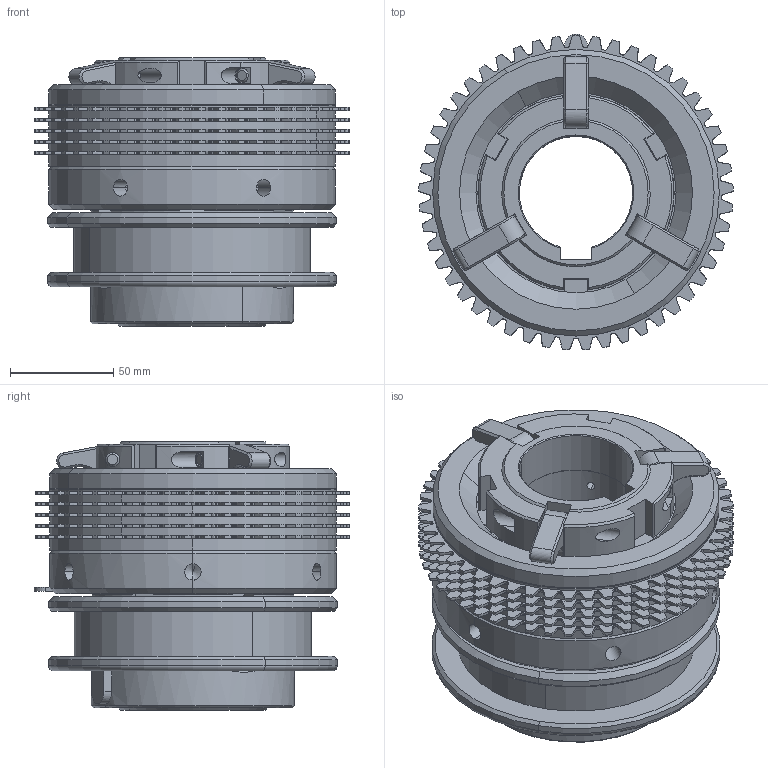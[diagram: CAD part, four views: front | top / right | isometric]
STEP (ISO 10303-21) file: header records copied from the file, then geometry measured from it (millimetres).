
FILE_DESCRIPTION (( 'STEP AP203' ), '1' );
FILE_NAME ('Assem2.STEP', '2017-10-20T01:55:28', ( ' ' ), ( '' ), 'SwSTEP 2.0', 'SolidWorks 2009', '' );
FILE_SCHEMA (( 'CONFIG_CONTROL_DESIGN' ));
Length unit declared in the file: millimetre
Products named in the file (1): Assem2
Bounding box: 152.39 x 153.13 x 130 mm (x, y, z)
Volume: 1177595.7 mm3; surface area: 237134.8 mm2
Topology: 1 solids, 11 shells, 3439 faces, 9980 edges, 6556 vertices
Faces by surface type: cylinder 1681, plane 1065, bspline 490, cone 195, torus 8
Entity records: 163643 total; most frequent: CARTESIAN_POINT 72972, ORIENTED_EDGE 19936, DIRECTION 18421, EDGE_CURVE 9968, AXIS2_PLACEMENT_3D 6650, VERTEX_POINT 6556, LINE 5121, VECTOR 5121
